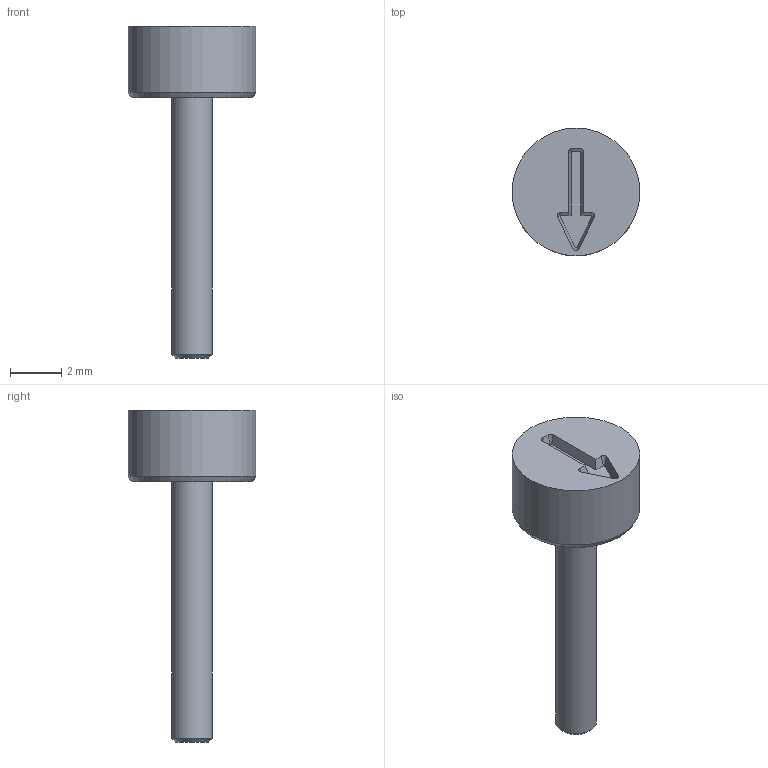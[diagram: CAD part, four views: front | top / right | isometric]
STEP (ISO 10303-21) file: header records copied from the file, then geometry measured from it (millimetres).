
FILE_DESCRIPTION(/* description */ (''),/* implementation_level */ '2;1');
FILE_NAME(/* name */ 'Dati-3000_GF$5$Jahr.stp',/* time_stamp */ '2025-08-28T15:14:14+02:00',/* author */ ('olafg'),/* organization */ (''),/* preprocessor_version */ 'ST-DEVELOPER v20',/* originating_system */ 'Autodesk Inventor 2024',/* authorisation */ '');
FILE_SCHEMA (('AUTOMOTIVE_DESIGN { 1 0 10303 214 3 1 1 }'));
Length unit declared in the file: millimetre
Products named in the file (1): 2005-05-00 Stelleinsatz
Bounding box: 5 x 5 x 13 mm (x, y, z)
Volume: 74.3 mm3; surface area: 135.6 mm2
Topology: 1 solids, 1 shells, 20 faces, 46 edges, 30 vertices
Faces by surface type: plane 11, cone 7, cylinder 2
Full cylindrical faces by diameter (mm): 1.6 x1, 5 x1
Entity records: 613 total; most frequent: DIRECTION 104, CARTESIAN_POINT 97, ORIENTED_EDGE 92, EDGE_CURVE 46, AXIS2_PLACEMENT_3D 37, LINE 30, VECTOR 30, VERTEX_POINT 30
